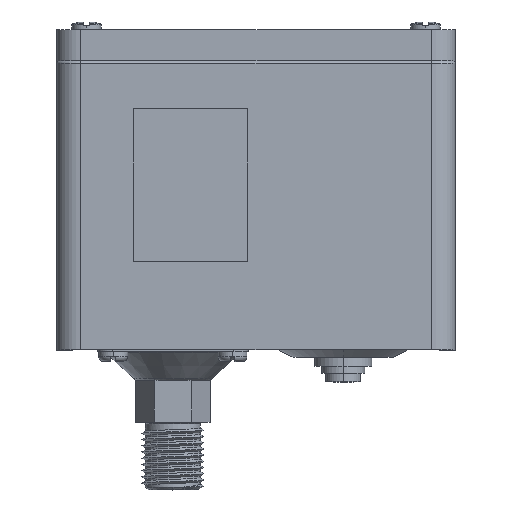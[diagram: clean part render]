
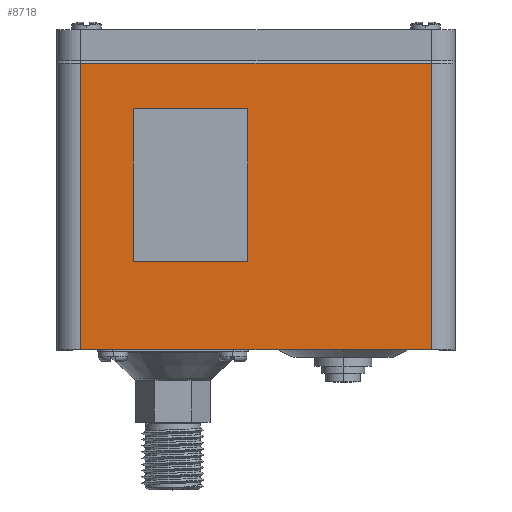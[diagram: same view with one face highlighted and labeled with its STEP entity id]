
A CAD part, top view. The second image highlights one B-rep face of the part: STEP entity #8718.
In plain terms, the highlighted planar face has unit normal (0, 0, 1).
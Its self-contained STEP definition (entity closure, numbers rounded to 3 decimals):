
#72 = CARTESIAN_POINT ( 'NONE',  ( -36.75, 60., 22. ) ) ;
#211 = EDGE_CURVE ( 'NONE', #5394, #14769, #10215, .T. ) ;
#510 = CARTESIAN_POINT ( 'NONE',  ( -36.75, 60.5, 22. ) ) ;
#1403 = LINE ( 'NONE', #20026, #2908 ) ;
#1823 = DIRECTION ( 'NONE',  ( 0., 0., -1. ) ) ;
#2109 = VERTEX_POINT ( 'NONE', #12466 ) ;
#2146 = ORIENTED_EDGE ( 'NONE', *, *, #6273, .F. ) ;
#2787 = VERTEX_POINT ( 'NONE', #14178 ) ;
#2908 = VECTOR ( 'NONE', #5817, 1000. ) ;
#3126 = AXIS2_PLACEMENT_3D ( 'NONE', #19013, #1823, #15997 ) ;
#3173 = ORIENTED_EDGE ( 'NONE', *, *, #211, .T. ) ;
#3250 = PLANE ( 'NONE',  #3126 ) ;
#3551 = ORIENTED_EDGE ( 'NONE', *, *, #6013, .F. ) ;
#3565 = CARTESIAN_POINT ( 'NONE',  ( -25.75, 50.5, 22. ) ) ;
#3776 = LINE ( 'NONE', #3565, #14522 ) ;
#3852 = EDGE_LOOP ( 'NONE', ( #13763, #20194, #3551, #5956 ) ) ;
#4105 = VERTEX_POINT ( 'NONE', #19967 ) ;
#4774 = ORIENTED_EDGE ( 'NONE', *, *, #18236, .T. ) ;
#5003 = DIRECTION ( 'NONE',  ( 0., 1., 0. ) ) ;
#5394 = VERTEX_POINT ( 'NONE', #8497 ) ;
#5817 = DIRECTION ( 'NONE',  ( 0., -1., 0. ) ) ;
#5956 = ORIENTED_EDGE ( 'NONE', *, *, #8703, .F. ) ;
#6013 = EDGE_CURVE ( 'NONE', #4105, #9041, #3776, .T. ) ;
#6273 = EDGE_CURVE ( 'NONE', #2787, #12840, #17034, .T. ) ;
#7015 = VECTOR ( 'NONE', #18209, 1000. ) ;
#7761 = CARTESIAN_POINT ( 'NONE',  ( 36.75, 0., 22. ) ) ;
#7866 = CARTESIAN_POINT ( 'NONE',  ( -25.75, 50.5, 22. ) ) ;
#8445 = CARTESIAN_POINT ( 'NONE',  ( -25.75, 18.5, 22. ) ) ;
#8497 = CARTESIAN_POINT ( 'NONE',  ( -36.75, 60., 22. ) ) ;
#8703 = EDGE_CURVE ( 'NONE', #2109, #4105, #18812, .T. ) ;
#8707 = CARTESIAN_POINT ( 'NONE',  ( 36.75, 0., 22. ) ) ;
#8718 = ADVANCED_FACE ( 'NONE', ( #14042, #14433 ), #3250, .F. ) ;
#9041 = VERTEX_POINT ( 'NONE', #7866 ) ;
#9972 = EDGE_CURVE ( 'NONE', #9041, #14977, #1403, .T. ) ;
#10084 = DIRECTION ( 'NONE',  ( -1., 0., 0. ) ) ;
#10215 = LINE ( 'NONE', #510, #7015 ) ;
#11068 = CARTESIAN_POINT ( 'NONE',  ( -36.75, 0., 22. ) ) ;
#11480 = LINE ( 'NONE', #13143, #16241 ) ;
#12466 = CARTESIAN_POINT ( 'NONE',  ( -1.75, 18.5, 22. ) ) ;
#12489 = LINE ( 'NONE', #72, #19198 ) ;
#12840 = VERTEX_POINT ( 'NONE', #8707 ) ;
#13143 = CARTESIAN_POINT ( 'NONE',  ( -25.75, 18.5, 22. ) ) ;
#13763 = ORIENTED_EDGE ( 'NONE', *, *, #15987, .F. ) ;
#14042 = FACE_BOUND ( 'NONE', #3852, .T. ) ;
#14178 = CARTESIAN_POINT ( 'NONE',  ( 36.75, 60., 22. ) ) ;
#14294 = DIRECTION ( 'NONE',  ( 1., 0., 0. ) ) ;
#14433 = FACE_OUTER_BOUND ( 'NONE', #18050, .T. ) ;
#14522 = VECTOR ( 'NONE', #10084, 1000. ) ;
#14769 = VERTEX_POINT ( 'NONE', #11068 ) ;
#14779 = EDGE_CURVE ( 'NONE', #14769, #12840, #15846, .T. ) ;
#14977 = VERTEX_POINT ( 'NONE', #8445 ) ;
#15776 = CARTESIAN_POINT ( 'NONE',  ( 36.75, 60.5, 22. ) ) ;
#15846 = LINE ( 'NONE', #7761, #16674 ) ;
#15987 = EDGE_CURVE ( 'NONE', #14977, #2109, #11480, .T. ) ;
#15997 = DIRECTION ( 'NONE',  ( -1., 0., 0. ) ) ;
#16241 = VECTOR ( 'NONE', #19268, 1000. ) ;
#16674 = VECTOR ( 'NONE', #14294, 1000. ) ;
#17034 = LINE ( 'NONE', #15776, #17775 ) ;
#17245 = CARTESIAN_POINT ( 'NONE',  ( -1.75, 50.5, 22. ) ) ;
#17565 = DIRECTION ( 'NONE',  ( -1., 0., 0. ) ) ;
#17661 = ORIENTED_EDGE ( 'NONE', *, *, #14779, .T. ) ;
#17775 = VECTOR ( 'NONE', #20243, 1000. ) ;
#18050 = EDGE_LOOP ( 'NONE', ( #2146, #4774, #3173, #17661 ) ) ;
#18209 = DIRECTION ( 'NONE',  ( 0., -1., 0. ) ) ;
#18236 = EDGE_CURVE ( 'NONE', #2787, #5394, #12489, .T. ) ;
#18812 = LINE ( 'NONE', #17245, #20002 ) ;
#19013 = CARTESIAN_POINT ( 'NONE',  ( 36.75, 60.5, 22. ) ) ;
#19198 = VECTOR ( 'NONE', #17565, 1000. ) ;
#19268 = DIRECTION ( 'NONE',  ( 1., 0., 0. ) ) ;
#19967 = CARTESIAN_POINT ( 'NONE',  ( -1.75, 50.5, 22. ) ) ;
#20002 = VECTOR ( 'NONE', #5003, 1000. ) ;
#20026 = CARTESIAN_POINT ( 'NONE',  ( -25.75, 50.5, 22. ) ) ;
#20194 = ORIENTED_EDGE ( 'NONE', *, *, #9972, .F. ) ;
#20243 = DIRECTION ( 'NONE',  ( 0., -1., 0. ) ) ;
